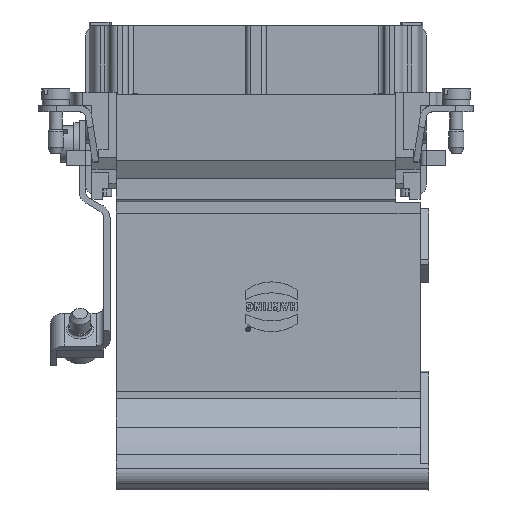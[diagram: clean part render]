
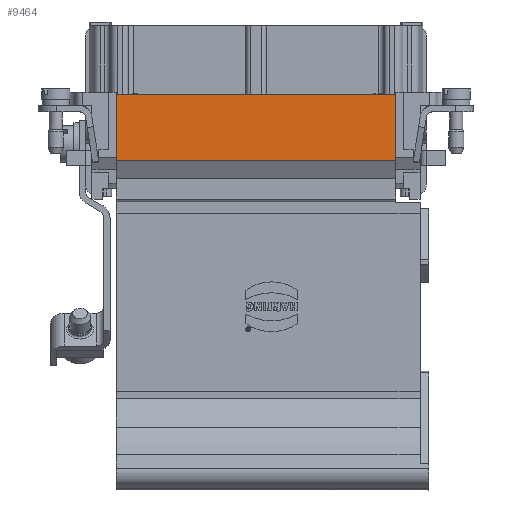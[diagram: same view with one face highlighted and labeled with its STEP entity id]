
A CAD part, front view. The second image highlights one B-rep face of the part: STEP entity #9464.
In plain terms, the highlighted planar face has unit normal (0, -1, 0).
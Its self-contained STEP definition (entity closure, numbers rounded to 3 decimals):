
#8343=FACE_OUTER_BOUND('',#12123,.T.);
#9464=ADVANCED_FACE('',(#8343),#10429,.T.);
#10429=PLANE('',#33916);
#12123=EDGE_LOOP('',(#16446,#16447,#16448,#16449,#16450,#16451));
#16446=ORIENTED_EDGE('',*,*,#21776,.F.);
#16447=ORIENTED_EDGE('',*,*,#22771,.F.);
#16448=ORIENTED_EDGE('',*,*,#22772,.F.);
#16449=ORIENTED_EDGE('',*,*,#22142,.F.);
#16450=ORIENTED_EDGE('',*,*,#22768,.T.);
#16451=ORIENTED_EDGE('',*,*,#21783,.F.);
#19446=VERTEX_POINT('',#44735);
#19447=VERTEX_POINT('',#44737);
#19453=VERTEX_POINT('',#44751);
#19726=VERTEX_POINT('',#46383);
#19729=VERTEX_POINT('',#46388);
#20115=VERTEX_POINT('',#49290);
#21776=EDGE_CURVE('',#19446,#19447,#26982,.T.);
#21783=EDGE_CURVE('',#19447,#19453,#26989,.T.);
#22142=EDGE_CURVE('',#19729,#19726,#27255,.T.);
#22768=EDGE_CURVE('',#19729,#19453,#27620,.T.);
#22771=EDGE_CURVE('',#20115,#19446,#27623,.T.);
#22772=EDGE_CURVE('',#19726,#20115,#27624,.T.);
#26982=LINE('',#44736,#29210);
#26989=LINE('',#44750,#29217);
#27255=LINE('',#46389,#29489);
#27620=LINE('',#49283,#29854);
#27623=LINE('',#49289,#29857);
#27624=LINE('',#49291,#29858);
#29210=VECTOR('',#36609,1.);
#29217=VECTOR('',#36618,1.);
#29489=VECTOR('',#37284,1.);
#29854=VECTOR('',#38397,1.);
#29857=VECTOR('',#38406,1.);
#29858=VECTOR('',#38407,1.);
#33916=AXIS2_PLACEMENT_3D('',#49292,#38408,#38409);
#36609=DIRECTION('',(0.,0.,-1.));
#36618=DIRECTION('',(0.,0.,-1.));
#37284=DIRECTION('',(0.,0.,1.));
#38397=DIRECTION('',(1.,0.,0.));
#38406=DIRECTION('',(1.,0.,0.));
#38407=DIRECTION('',(0.,0.,1.));
#38408=DIRECTION('',(0.,-1.,0.));
#38409=DIRECTION('',(0.,0.,-1.));
#44735=CARTESIAN_POINT('',(27.05,-16.9,3.3));
#44736=CARTESIAN_POINT('',(27.05,-16.9,-15.935));
#44737=CARTESIAN_POINT('',(27.05,-16.9,-8.973));
#44750=CARTESIAN_POINT('',(27.05,-16.9,-15.935));
#44751=CARTESIAN_POINT('',(27.05,-16.9,-9.419));
#46383=CARTESIAN_POINT('',(-27.05,-16.9,-8.973));
#46388=CARTESIAN_POINT('',(-27.05,-16.9,-9.419));
#46389=CARTESIAN_POINT('',(-27.05,-16.9,-15.935));
#49283=CARTESIAN_POINT('',(-13.45,-16.9,-9.419));
#49289=CARTESIAN_POINT('',(27.15,-16.9,3.3));
#49290=CARTESIAN_POINT('',(-27.05,-16.9,3.3));
#49291=CARTESIAN_POINT('',(-27.05,-16.9,-15.935));
#49292=CARTESIAN_POINT('',(-13.45,-16.9,2.581));
